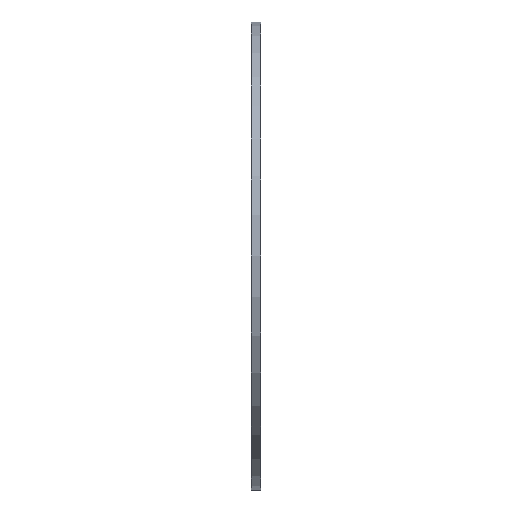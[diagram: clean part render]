
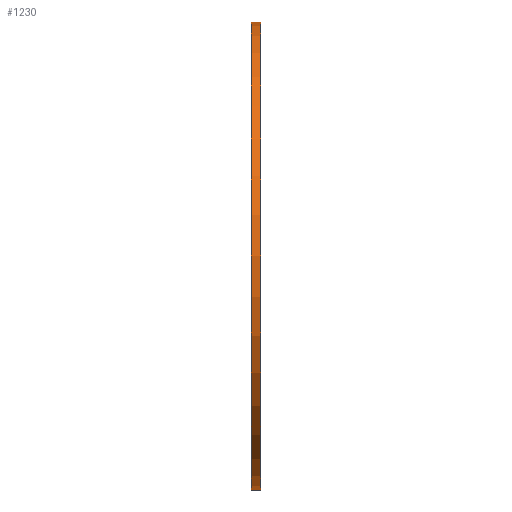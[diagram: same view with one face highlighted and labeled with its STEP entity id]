
A CAD part, front view. The second image highlights one B-rep face of the part: STEP entity #1230.
In plain terms, the highlighted cylindrical face has radius 784.225 mm (diameter 1568.45 mm), a partial arc.
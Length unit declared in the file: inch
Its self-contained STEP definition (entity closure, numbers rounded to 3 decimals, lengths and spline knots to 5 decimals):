
#17 = ORIENTED_EDGE ( 'NONE', *, *, #22, .F. ) ;
#22 = EDGE_CURVE ( 'NONE', #178, #803, #1355, .T. ) ;
#45 = CARTESIAN_POINT ( 'NONE',  ( 0., 0., -30.875 ) ) ;
#75 = VECTOR ( 'NONE', #587, 39.37008 ) ;
#76 = CARTESIAN_POINT ( 'NONE',  ( 1.3125, 0., 0. ) ) ;
#100 = CARTESIAN_POINT ( 'NONE',  ( 0., 0., 30.875 ) ) ;
#178 = VERTEX_POINT ( 'NONE', #1405 ) ;
#296 = AXIS2_PLACEMENT_3D ( 'NONE', #1586, #1354, #488 ) ;
#389 = CARTESIAN_POINT ( 'NONE',  ( 0.0625, 0., 0. ) ) ;
#436 = CYLINDRICAL_SURFACE ( 'NONE', #296, 30.875 ) ;
#457 = ORIENTED_EDGE ( 'NONE', *, *, #1397, .T. ) ;
#463 = VECTOR ( 'NONE', #762, 39.37008 ) ;
#470 = DIRECTION ( 'NONE',  ( 0., 0., 1. ) ) ;
#479 = CARTESIAN_POINT ( 'NONE',  ( 0.0625, 0., 30.875 ) ) ;
#488 = DIRECTION ( 'NONE',  ( 0., 0., 1. ) ) ;
#494 = EDGE_CURVE ( 'NONE', #178, #1403, #1070, .T. ) ;
#512 = LINE ( 'NONE', #100, #463 ) ;
#564 = CIRCLE ( 'NONE', #1493, 30.875 ) ;
#587 = DIRECTION ( 'NONE',  ( -1., 0., 0. ) ) ;
#589 = EDGE_LOOP ( 'NONE', ( #17, #1016, #457, #1495 ) ) ;
#645 = DIRECTION ( 'NONE',  ( 0., 0., 1. ) ) ;
#754 = CARTESIAN_POINT ( 'NONE',  ( 1.3125, 0., 30.875 ) ) ;
#762 = DIRECTION ( 'NONE',  ( -1., 0., 0. ) ) ;
#795 = EDGE_CURVE ( 'NONE', #803, #958, #564, .T. ) ;
#803 = VERTEX_POINT ( 'NONE', #1162 ) ;
#846 = FACE_OUTER_BOUND ( 'NONE', #589, .T. ) ;
#958 = VERTEX_POINT ( 'NONE', #479 ) ;
#1016 = ORIENTED_EDGE ( 'NONE', *, *, #494, .T. ) ;
#1070 = CIRCLE ( 'NONE', #1490, 30.875 ) ;
#1111 = DIRECTION ( 'NONE',  ( -1., 0., 0. ) ) ;
#1162 = CARTESIAN_POINT ( 'NONE',  ( 0.0625, 0., -30.875 ) ) ;
#1230 = ADVANCED_FACE ( 'NONE', ( #846 ), #436, .T. ) ;
#1288 = DIRECTION ( 'NONE',  ( -1., 0., 0. ) ) ;
#1354 = DIRECTION ( 'NONE',  ( -1., 0., 0. ) ) ;
#1355 = LINE ( 'NONE', #45, #75 ) ;
#1397 = EDGE_CURVE ( 'NONE', #1403, #958, #512, .T. ) ;
#1403 = VERTEX_POINT ( 'NONE', #754 ) ;
#1405 = CARTESIAN_POINT ( 'NONE',  ( 1.3125, 0., -30.875 ) ) ;
#1490 = AXIS2_PLACEMENT_3D ( 'NONE', #76, #1111, #470 ) ;
#1493 = AXIS2_PLACEMENT_3D ( 'NONE', #389, #1288, #645 ) ;
#1495 = ORIENTED_EDGE ( 'NONE', *, *, #795, .F. ) ;
#1586 = CARTESIAN_POINT ( 'NONE',  ( 0., 0., 0. ) ) ;
